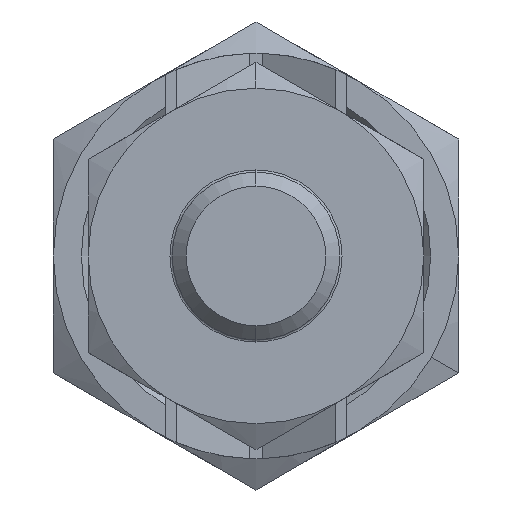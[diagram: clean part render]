
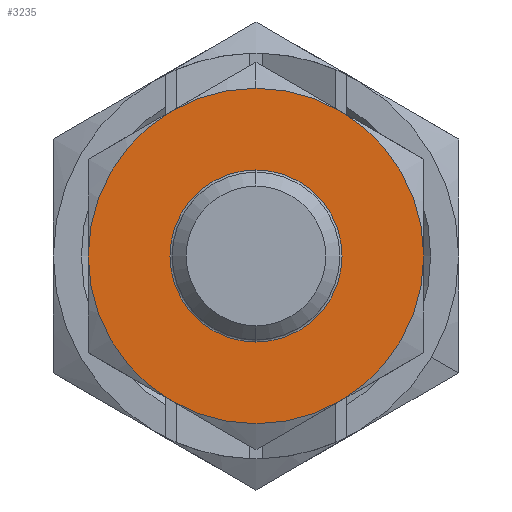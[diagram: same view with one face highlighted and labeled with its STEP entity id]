
A CAD part, front view. The second image highlights one B-rep face of the part: STEP entity #3235.
In plain terms, the highlighted planar face has unit normal (0, -1, 0).
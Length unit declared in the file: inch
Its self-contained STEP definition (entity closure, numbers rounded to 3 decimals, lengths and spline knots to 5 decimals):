
#43 = VERTEX_POINT ( 'NONE', #3080 ) ;
#57 = CARTESIAN_POINT ( 'NONE',  ( 0.375, 0., 0.64952 ) ) ;
#118 = EDGE_CURVE ( 'NONE', #282, #2563, #2847, .T. ) ;
#123 = CARTESIAN_POINT ( 'NONE',  ( 0., 0., -0.385 ) ) ;
#255 = FACE_BOUND ( 'NONE', #324, .T. ) ;
#261 = DIRECTION ( 'NONE',  ( 0., 0., 1. ) ) ;
#282 = VERTEX_POINT ( 'NONE', #57 ) ;
#324 = EDGE_LOOP ( 'NONE', ( #1611, #3955 ) ) ;
#403 = AXIS2_PLACEMENT_3D ( 'NONE', #728, #414, #1940 ) ;
#405 = CARTESIAN_POINT ( 'NONE',  ( 0., 0., 0. ) ) ;
#414 = DIRECTION ( 'NONE',  ( 0., 1., 0. ) ) ;
#429 = CARTESIAN_POINT ( 'NONE',  ( 0., 0., 0.75 ) ) ;
#576 = DIRECTION ( 'NONE',  ( 0., -1., 0. ) ) ;
#651 = CARTESIAN_POINT ( 'NONE',  ( -0.375, 0., 0.64952 ) ) ;
#718 = AXIS2_PLACEMENT_3D ( 'NONE', #735, #1378, #1991 ) ;
#728 = CARTESIAN_POINT ( 'NONE',  ( 0., 0., 0. ) ) ;
#735 = CARTESIAN_POINT ( 'NONE',  ( 0., 0., 0. ) ) ;
#740 = CARTESIAN_POINT ( 'NONE',  ( 0.75, 0., 0. ) ) ;
#785 = AXIS2_PLACEMENT_3D ( 'NONE', #3640, #1154, #2377 ) ;
#897 = DIRECTION ( 'NONE',  ( 0., 0., 1. ) ) ;
#903 = AXIS2_PLACEMENT_3D ( 'NONE', #2375, #3967, #1745 ) ;
#1035 = AXIS2_PLACEMENT_3D ( 'NONE', #1355, #2618, #3237 ) ;
#1070 = PLANE ( 'NONE',  #2826 ) ;
#1133 = DIRECTION ( 'NONE',  ( 0., -1., 0. ) ) ;
#1154 = DIRECTION ( 'NONE',  ( 0., -1., 0. ) ) ;
#1290 = VERTEX_POINT ( 'NONE', #429 ) ;
#1319 = DIRECTION ( 'NONE',  ( 0., 1., 0. ) ) ;
#1355 = CARTESIAN_POINT ( 'NONE',  ( 0., 0., 0. ) ) ;
#1378 = DIRECTION ( 'NONE',  ( 0., 1., 0. ) ) ;
#1417 = CARTESIAN_POINT ( 'NONE',  ( 0., 0., 0. ) ) ;
#1446 = VERTEX_POINT ( 'NONE', #2474 ) ;
#1456 = ORIENTED_EDGE ( 'NONE', *, *, #1660, .T. ) ;
#1466 = EDGE_CURVE ( 'NONE', #1446, #1959, #2274, .T. ) ;
#1522 = CIRCLE ( 'NONE', #3416, 0.75 ) ;
#1547 = CIRCLE ( 'NONE', #718, 0.385 ) ;
#1611 = ORIENTED_EDGE ( 'NONE', *, *, #3752, .T. ) ;
#1644 = EDGE_LOOP ( 'NONE', ( #2644, #3411, #2300, #3985, #1691, #1456, #2968 ) ) ;
#1660 = EDGE_CURVE ( 'NONE', #1959, #2563, #2666, .T. ) ;
#1691 = ORIENTED_EDGE ( 'NONE', *, *, #1466, .T. ) ;
#1713 = DIRECTION ( 'NONE',  ( 0., 0., 1. ) ) ;
#1745 = DIRECTION ( 'NONE',  ( 0., 0., 1. ) ) ;
#1773 = VERTEX_POINT ( 'NONE', #651 ) ;
#1940 = DIRECTION ( 'NONE',  ( 0., 0., 1. ) ) ;
#1959 = VERTEX_POINT ( 'NONE', #3519 ) ;
#1969 = CARTESIAN_POINT ( 'NONE',  ( -0.75, 0., 0. ) ) ;
#1991 = DIRECTION ( 'NONE',  ( 0., 0., 1. ) ) ;
#2026 = VERTEX_POINT ( 'NONE', #123 ) ;
#2136 = CARTESIAN_POINT ( 'NONE',  ( 0., 0., 0. ) ) ;
#2163 = VERTEX_POINT ( 'NONE', #1969 ) ;
#2274 = CIRCLE ( 'NONE', #2347, 0.75 ) ;
#2288 = EDGE_CURVE ( 'NONE', #282, #1290, #3731, .T. ) ;
#2300 = ORIENTED_EDGE ( 'NONE', *, *, #3888, .T. ) ;
#2347 = AXIS2_PLACEMENT_3D ( 'NONE', #2136, #3706, #897 ) ;
#2357 = FACE_OUTER_BOUND ( 'NONE', #1644, .T. ) ;
#2375 = CARTESIAN_POINT ( 'NONE',  ( 0., 0., 0. ) ) ;
#2377 = DIRECTION ( 'NONE',  ( 0., 0., 1. ) ) ;
#2389 = CARTESIAN_POINT ( 'NONE',  ( 0., 0., 0. ) ) ;
#2474 = CARTESIAN_POINT ( 'NONE',  ( -0.375, 0., -0.64952 ) ) ;
#2563 = VERTEX_POINT ( 'NONE', #740 ) ;
#2572 = EDGE_CURVE ( 'NONE', #2026, #43, #3799, .T. ) ;
#2618 = DIRECTION ( 'NONE',  ( 0., -1., 0. ) ) ;
#2644 = ORIENTED_EDGE ( 'NONE', *, *, #2288, .T. ) ;
#2662 = CIRCLE ( 'NONE', #903, 0.75 ) ;
#2666 = CIRCLE ( 'NONE', #785, 0.75 ) ;
#2708 = DIRECTION ( 'NONE',  ( 0., 1., 0. ) ) ;
#2790 = DIRECTION ( 'NONE',  ( 0., 0., 1. ) ) ;
#2826 = AXIS2_PLACEMENT_3D ( 'NONE', #2389, #2708, #3904 ) ;
#2847 = CIRCLE ( 'NONE', #403, 0.75 ) ;
#2850 = CIRCLE ( 'NONE', #1035, 0.75 ) ;
#2968 = ORIENTED_EDGE ( 'NONE', *, *, #118, .F. ) ;
#3000 = EDGE_CURVE ( 'NONE', #1290, #1773, #1522, .T. ) ;
#3017 = AXIS2_PLACEMENT_3D ( 'NONE', #3354, #576, #2790 ) ;
#3080 = CARTESIAN_POINT ( 'NONE',  ( 0., 0., 0.385 ) ) ;
#3235 = ADVANCED_FACE ( 'NONE', ( #255, #2357 ), #1070, .F. ) ;
#3237 = DIRECTION ( 'NONE',  ( 0., 0., 1. ) ) ;
#3340 = AXIS2_PLACEMENT_3D ( 'NONE', #405, #1319, #1713 ) ;
#3354 = CARTESIAN_POINT ( 'NONE',  ( 0., 0., 0. ) ) ;
#3411 = ORIENTED_EDGE ( 'NONE', *, *, #3000, .T. ) ;
#3416 = AXIS2_PLACEMENT_3D ( 'NONE', #1417, #1133, #261 ) ;
#3519 = CARTESIAN_POINT ( 'NONE',  ( 0.375, 0., -0.64952 ) ) ;
#3640 = CARTESIAN_POINT ( 'NONE',  ( 0., 0., 0. ) ) ;
#3706 = DIRECTION ( 'NONE',  ( 0., -1., 0. ) ) ;
#3731 = CIRCLE ( 'NONE', #3017, 0.75 ) ;
#3752 = EDGE_CURVE ( 'NONE', #43, #2026, #1547, .T. ) ;
#3799 = CIRCLE ( 'NONE', #3340, 0.385 ) ;
#3834 = EDGE_CURVE ( 'NONE', #2163, #1446, #2850, .T. ) ;
#3888 = EDGE_CURVE ( 'NONE', #1773, #2163, #2662, .T. ) ;
#3904 = DIRECTION ( 'NONE',  ( 1., 0., 0. ) ) ;
#3955 = ORIENTED_EDGE ( 'NONE', *, *, #2572, .T. ) ;
#3967 = DIRECTION ( 'NONE',  ( 0., -1., 0. ) ) ;
#3985 = ORIENTED_EDGE ( 'NONE', *, *, #3834, .T. ) ;
